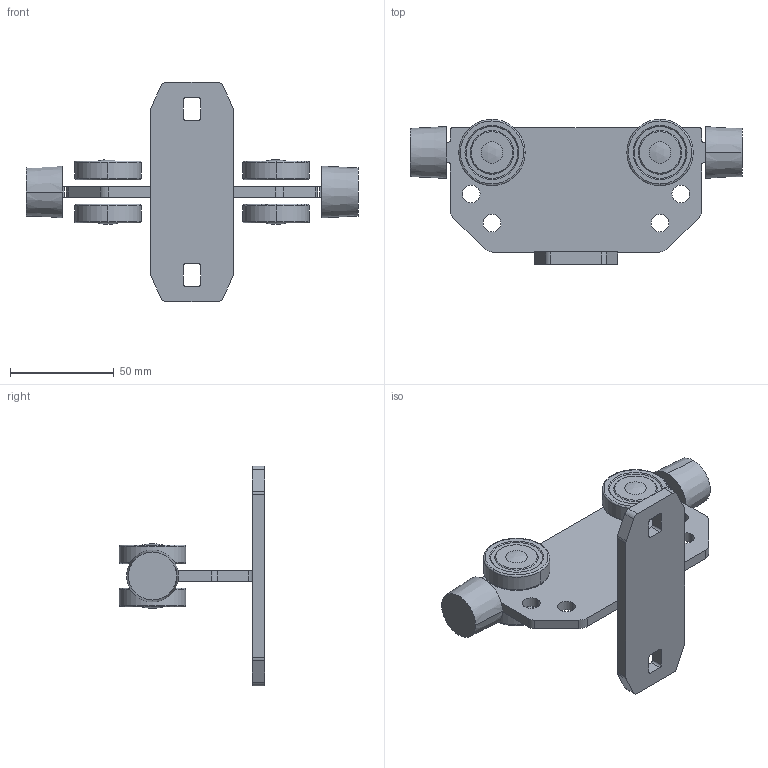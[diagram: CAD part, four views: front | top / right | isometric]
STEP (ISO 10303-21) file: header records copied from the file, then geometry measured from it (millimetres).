
FILE_DESCRIPTION (( 'STEP AP214' ), '1' );
FILE_NAME ('0020750.step', '2022-09-01T11:43:05', ( '' ), ( '' ), 'SwSTEP 2.0', 'SolidWorks 2020', '' );
FILE_SCHEMA (( 'AUTOMOTIVE_DESIGN' ));
Length unit declared in the file: inch
Products named in the file (1): 0020750
Bounding box: 160 x 70 x 106 mm (x, y, z)
Surface area: 39574 mm2 (no closed solid volume)
Topology: 0 solids, 10 shells, 156 faces, 410 edges, 288 vertices
Faces by surface type: plane 60, cylinder 38, cone 36, torus 16, sphere 6
Entity records: 8389 total; most frequent: CARTESIAN_POINT 4265, DIRECTION 870, ORIENTED_EDGE 764, EDGE_CURVE 410, AXIS2_PLACEMENT_3D 353, VERTEX_POINT 288, EDGE_LOOP 198, CIRCLE 196
